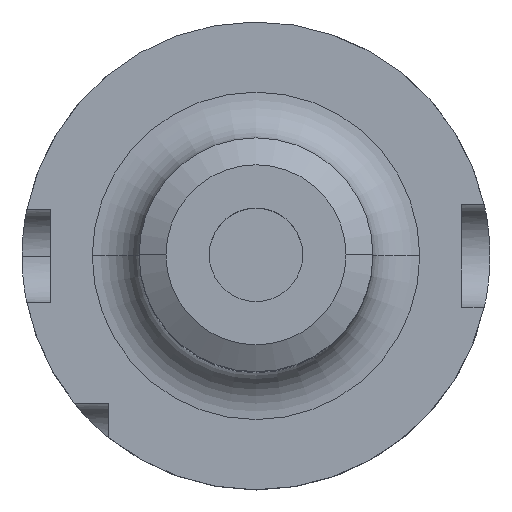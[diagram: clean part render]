
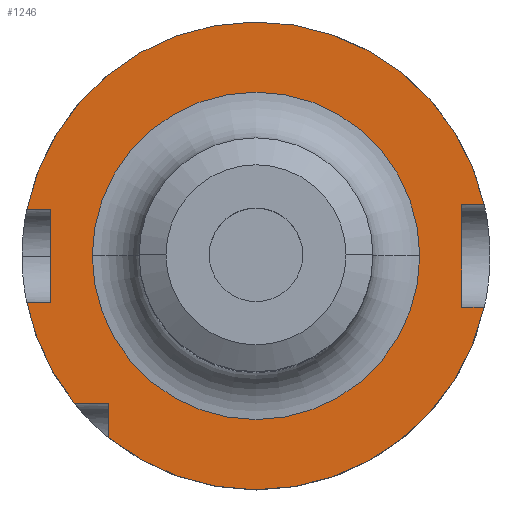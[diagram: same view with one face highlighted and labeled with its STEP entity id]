
A CAD part, top view. The second image highlights one B-rep face of the part: STEP entity #1246.
In plain terms, the highlighted planar face has unit normal (0, 0, 1).
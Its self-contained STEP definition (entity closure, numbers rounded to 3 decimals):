
#88 = VERTEX_POINT ( 'NONE', #1870 ) ;
#98 = CARTESIAN_POINT ( 'NONE',  ( 44., -11., 29. ) ) ;
#105 = DIRECTION ( 'NONE',  ( 0., 1., 0. ) ) ;
#116 = EDGE_LOOP ( 'NONE', ( #1729, #1554 ) ) ;
#132 = CARTESIAN_POINT ( 'NONE',  ( 0., -31.5, 29. ) ) ;
#146 = EDGE_CURVE ( 'NONE', #532, #2033, #2636, .T. ) ;
#180 = LINE ( 'NONE', #1178, #1221 ) ;
#209 = CARTESIAN_POINT ( 'NONE',  ( 48.775, 11., 29. ) ) ;
#253 = CARTESIAN_POINT ( 'NONE',  ( 0., 0., 29. ) ) ;
#264 = EDGE_CURVE ( 'NONE', #2518, #2487, #1822, .T. ) ;
#281 = AXIS2_PLACEMENT_3D ( 'NONE', #2617, #2724, #1277 ) ;
#289 = VECTOR ( 'NONE', #1841, 1000. ) ;
#434 = CARTESIAN_POINT ( 'NONE',  ( -48.99, -10., 29. ) ) ;
#472 = DIRECTION ( 'NONE',  ( 1., 0., 0. ) ) ;
#474 = CARTESIAN_POINT ( 'NONE',  ( 0., -10., 29. ) ) ;
#482 = DIRECTION ( 'NONE',  ( 0., 0., -1. ) ) ;
#494 = ORIENTED_EDGE ( 'NONE', *, *, #264, .F. ) ;
#500 = DIRECTION ( 'NONE',  ( 1., 0., 0. ) ) ;
#505 = FACE_BOUND ( 'NONE', #116, .T. ) ;
#532 = VERTEX_POINT ( 'NONE', #1847 ) ;
#586 = ORIENTED_EDGE ( 'NONE', *, *, #2054, .F. ) ;
#618 = EDGE_LOOP ( 'NONE', ( #1504, #586, #1736, #2561, #1531, #1269, #644, #2578, #1012, #2433, #494 ) ) ;
#644 = ORIENTED_EDGE ( 'NONE', *, *, #2452, .F. ) ;
#650 = VERTEX_POINT ( 'NONE', #1099 ) ;
#653 = CARTESIAN_POINT ( 'NONE',  ( -38.83, -31.5, 29. ) ) ;
#704 = EDGE_CURVE ( 'NONE', #88, #1800, #982, .T. ) ;
#740 = CARTESIAN_POINT ( 'NONE',  ( 0., -11., 29. ) ) ;
#800 = EDGE_CURVE ( 'NONE', #2487, #1832, #2430, .T. ) ;
#825 = CARTESIAN_POINT ( 'NONE',  ( 0., 0., 29. ) ) ;
#861 = VECTOR ( 'NONE', #2010, 1000. ) ;
#903 = LINE ( 'NONE', #98, #289 ) ;
#916 = LINE ( 'NONE', #132, #1575 ) ;
#917 = DIRECTION ( 'NONE',  ( 0., -1., 0. ) ) ;
#922 = VECTOR ( 'NONE', #2738, 1000. ) ;
#958 = DIRECTION ( 'NONE',  ( -1., 0., 0. ) ) ;
#982 = LINE ( 'NONE', #740, #861 ) ;
#1005 = VECTOR ( 'NONE', #917, 1000. ) ;
#1012 = ORIENTED_EDGE ( 'NONE', *, *, #2171, .T. ) ;
#1035 = DIRECTION ( 'NONE',  ( -1., 0., 0. ) ) ;
#1043 = CARTESIAN_POINT ( 'NONE',  ( 0., 0., 29. ) ) ;
#1095 = CARTESIAN_POINT ( 'NONE',  ( 35., 0., 29. ) ) ;
#1099 = CARTESIAN_POINT ( 'NONE',  ( 44., 11., 29. ) ) ;
#1109 = CIRCLE ( 'NONE', #2587, 50. ) ;
#1139 = CARTESIAN_POINT ( 'NONE',  ( -44., 10., 29. ) ) ;
#1178 = CARTESIAN_POINT ( 'NONE',  ( 0., 11., 29. ) ) ;
#1220 = PLANE ( 'NONE',  #1780 ) ;
#1221 = VECTOR ( 'NONE', #1414, 1000. ) ;
#1246 = ADVANCED_FACE ( 'NONE', ( #505, #2087 ), #1220, .T. ) ;
#1259 = EDGE_CURVE ( 'NONE', #1963, #2518, #916, .T. ) ;
#1269 = ORIENTED_EDGE ( 'NONE', *, *, #1325, .T. ) ;
#1277 = DIRECTION ( 'NONE',  ( -1., 0., 0. ) ) ;
#1287 = VECTOR ( 'NONE', #105, 1000. ) ;
#1325 = EDGE_CURVE ( 'NONE', #650, #2441, #180, .T. ) ;
#1351 = LINE ( 'NONE', #2107, #1287 ) ;
#1352 = AXIS2_PLACEMENT_3D ( 'NONE', #1867, #1876, #1852 ) ;
#1400 = AXIS2_PLACEMENT_3D ( 'NONE', #253, #1761, #472 ) ;
#1414 = DIRECTION ( 'NONE',  ( 1., 0., 0. ) ) ;
#1422 = CIRCLE ( 'NONE', #1400, 35. ) ;
#1428 = EDGE_CURVE ( 'NONE', #88, #2668, #2243, .T. ) ;
#1504 = ORIENTED_EDGE ( 'NONE', *, *, #1259, .F. ) ;
#1531 = ORIENTED_EDGE ( 'NONE', *, *, #2011, .F. ) ;
#1547 = CARTESIAN_POINT ( 'NONE',  ( -31.5, -38.83, 29. ) ) ;
#1554 = ORIENTED_EDGE ( 'NONE', *, *, #2597, .T. ) ;
#1575 = VECTOR ( 'NONE', #958, 1000. ) ;
#1668 = CARTESIAN_POINT ( 'NONE',  ( 44., -11., 29. ) ) ;
#1712 = AXIS2_PLACEMENT_3D ( 'NONE', #1770, #482, #1985 ) ;
#1729 = ORIENTED_EDGE ( 'NONE', *, *, #2626, .T. ) ;
#1736 = ORIENTED_EDGE ( 'NONE', *, *, #1428, .F. ) ;
#1751 = DIRECTION ( 'NONE',  ( 1., 0., 0. ) ) ;
#1761 = DIRECTION ( 'NONE',  ( 0., 0., -1. ) ) ;
#1770 = CARTESIAN_POINT ( 'NONE',  ( 0., 0., 29. ) ) ;
#1780 = AXIS2_PLACEMENT_3D ( 'NONE', #1043, #1802, #1751 ) ;
#1800 = VERTEX_POINT ( 'NONE', #1668 ) ;
#1802 = DIRECTION ( 'NONE',  ( 0., 0., 1. ) ) ;
#1822 = CIRCLE ( 'NONE', #1352, 50. ) ;
#1832 = VERTEX_POINT ( 'NONE', #2748 ) ;
#1841 = DIRECTION ( 'NONE',  ( 0., -1., 0. ) ) ;
#1847 = CARTESIAN_POINT ( 'NONE',  ( -44., 10., 29. ) ) ;
#1852 = DIRECTION ( 'NONE',  ( -1., 0., 0. ) ) ;
#1867 = CARTESIAN_POINT ( 'NONE',  ( 0., 0., 29. ) ) ;
#1870 = CARTESIAN_POINT ( 'NONE',  ( 48.775, -11., 29. ) ) ;
#1876 = DIRECTION ( 'NONE',  ( 0., 0., -1. ) ) ;
#1939 = CARTESIAN_POINT ( 'NONE',  ( -35., 0., 29. ) ) ;
#1949 = CIRCLE ( 'NONE', #1712, 35. ) ;
#1963 = VERTEX_POINT ( 'NONE', #2100 ) ;
#1985 = DIRECTION ( 'NONE',  ( 1., 0., 0. ) ) ;
#2010 = DIRECTION ( 'NONE',  ( -1., 0., 0. ) ) ;
#2011 = EDGE_CURVE ( 'NONE', #650, #1800, #903, .T. ) ;
#2021 = VECTOR ( 'NONE', #500, 1000. ) ;
#2033 = VERTEX_POINT ( 'NONE', #2483 ) ;
#2054 = EDGE_CURVE ( 'NONE', #2668, #1963, #1351, .T. ) ;
#2087 = FACE_OUTER_BOUND ( 'NONE', #618, .T. ) ;
#2100 = CARTESIAN_POINT ( 'NONE',  ( -31.5, -31.5, 29. ) ) ;
#2107 = CARTESIAN_POINT ( 'NONE',  ( -31.5, 0., 29. ) ) ;
#2171 = EDGE_CURVE ( 'NONE', #532, #1832, #2647, .T. ) ;
#2243 = CIRCLE ( 'NONE', #281, 50. ) ;
#2334 = DIRECTION ( 'NONE',  ( 0., 0., -1. ) ) ;
#2430 = LINE ( 'NONE', #474, #2021 ) ;
#2433 = ORIENTED_EDGE ( 'NONE', *, *, #800, .F. ) ;
#2441 = VERTEX_POINT ( 'NONE', #209 ) ;
#2452 = EDGE_CURVE ( 'NONE', #2033, #2441, #1109, .T. ) ;
#2470 = VERTEX_POINT ( 'NONE', #1939 ) ;
#2483 = CARTESIAN_POINT ( 'NONE',  ( -48.99, 10., 29. ) ) ;
#2487 = VERTEX_POINT ( 'NONE', #434 ) ;
#2518 = VERTEX_POINT ( 'NONE', #653 ) ;
#2561 = ORIENTED_EDGE ( 'NONE', *, *, #704, .T. ) ;
#2578 = ORIENTED_EDGE ( 'NONE', *, *, #146, .F. ) ;
#2587 = AXIS2_PLACEMENT_3D ( 'NONE', #825, #2334, #1035 ) ;
#2597 = EDGE_CURVE ( 'NONE', #2470, #2646, #1422, .T. ) ;
#2617 = CARTESIAN_POINT ( 'NONE',  ( 0., 0., 29. ) ) ;
#2626 = EDGE_CURVE ( 'NONE', #2646, #2470, #1949, .T. ) ;
#2636 = LINE ( 'NONE', #2679, #922 ) ;
#2646 = VERTEX_POINT ( 'NONE', #1095 ) ;
#2647 = LINE ( 'NONE', #1139, #1005 ) ;
#2668 = VERTEX_POINT ( 'NONE', #1547 ) ;
#2679 = CARTESIAN_POINT ( 'NONE',  ( 0., 10., 29. ) ) ;
#2724 = DIRECTION ( 'NONE',  ( 0., 0., -1. ) ) ;
#2738 = DIRECTION ( 'NONE',  ( -1., 0., 0. ) ) ;
#2748 = CARTESIAN_POINT ( 'NONE',  ( -44., -10., 29. ) ) ;
